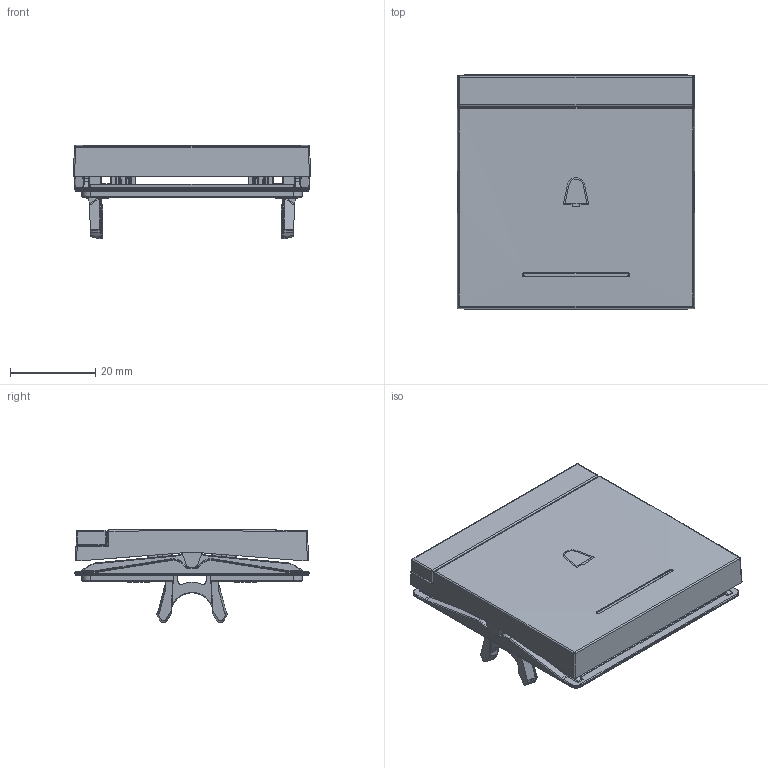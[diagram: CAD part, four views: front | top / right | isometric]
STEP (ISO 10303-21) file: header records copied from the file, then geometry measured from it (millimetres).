
FILE_DESCRIPTION((''),'2;1');
FILE_NAME('WAW1133_GEN_ASM','2025-03-12T16:13:12',('colosir'),(''),'CREO PARAMETRIC BY PTC INC, 2023154','CREO PARAMETRIC BY PTC INC, 2023154','');
FILE_SCHEMA(('AUTOMOTIVE_DESIGN { 1 0 10303 214 1 1 1 1 }'));
Length unit declared in the file: millimetre
Products named in the file (7): W4G0192_18; W1D1222_GEN; W1A2306_99; W1A2362_GEN; W1Z0182_00; W3A0370_GEN; WAW1133_GEN_ASM
Assembly tree (6 placements, depth 2):
  WAW1133_GEN_ASM
    W4G0192_18
    W1D1222_GEN
    W1A2306_99
    W1A2362_GEN
    W1Z0182_00
    W3A0370_GEN
Bounding box: 55.6 x 54.8 x 21.82 mm (x, y, z)
Volume: 13680.2 mm3; surface area: 16785.4 mm2
Topology: 5 solids, 6 shells, 3095 faces, 8152 edges, 5147 vertices
Faces by surface type: plane 1649, cylinder 596, bspline 402, extrusion 174, torus 101, cone 93, sphere 80
Entity records: 133450 total; most frequent: CARTESIAN_POINT 46244, ORIENTED_EDGE 16243, DIRECTION 13024, EDGE_CURVE 8130, VECTOR 5508, LINE 5334, VERTEX_POINT 5147, AXIS2_PLACEMENT_3D 3758
